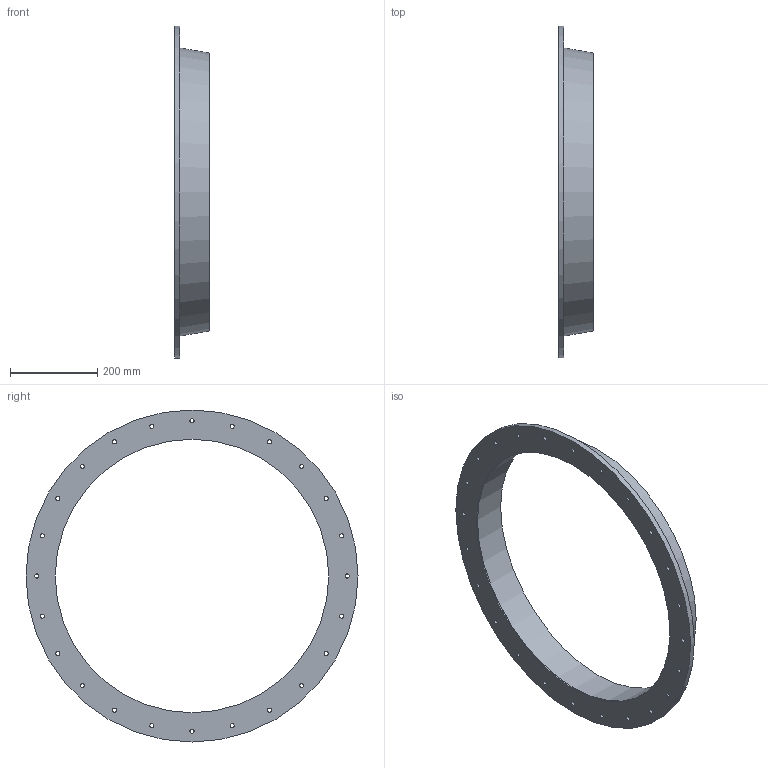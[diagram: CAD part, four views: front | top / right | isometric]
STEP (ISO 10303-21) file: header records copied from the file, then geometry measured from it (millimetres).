
FILE_DESCRIPTION( ( 'STEP AP214' ), '1' );
FILE_NAME( '7000505H.stp', '2021-12-20T08:21:38', ( 'License CC BY-ND 4.0' ), ( 'CADENAS' ), ' ', 'PARTsolutions', ' ' );
FILE_SCHEMA( ( 'AUTOMOTIVE_DESIGN { 1 0 10303 214 1 1 1 1 }' ) );
Length unit declared in the file: millimetre
Products named in the file (1): _7000505H
Bounding box: 80 x 760 x 760 mm (x, y, z)
Volume: 2924940.6 mm3; surface area: 600033.3 mm2
Topology: 1 solids, 1 shells, 32 faces, 84 edges, 56 vertices
Faces by surface type: cylinder 27, plane 4, cone 1
Full cylindrical faces by diameter (mm): 9.5 x24, 626 x1, 630 x1, 760 x1
Entity records: 1256 total; most frequent: DIRECTION 178, CARTESIAN_POINT 145, EDGE_LOOP 112, ORIENTED_EDGE 112, AXIS2_PLACEMENT_3D 89, FACE_OUTER_BOUND 59, EDGE_CURVE 56, VERTEX_POINT 56
